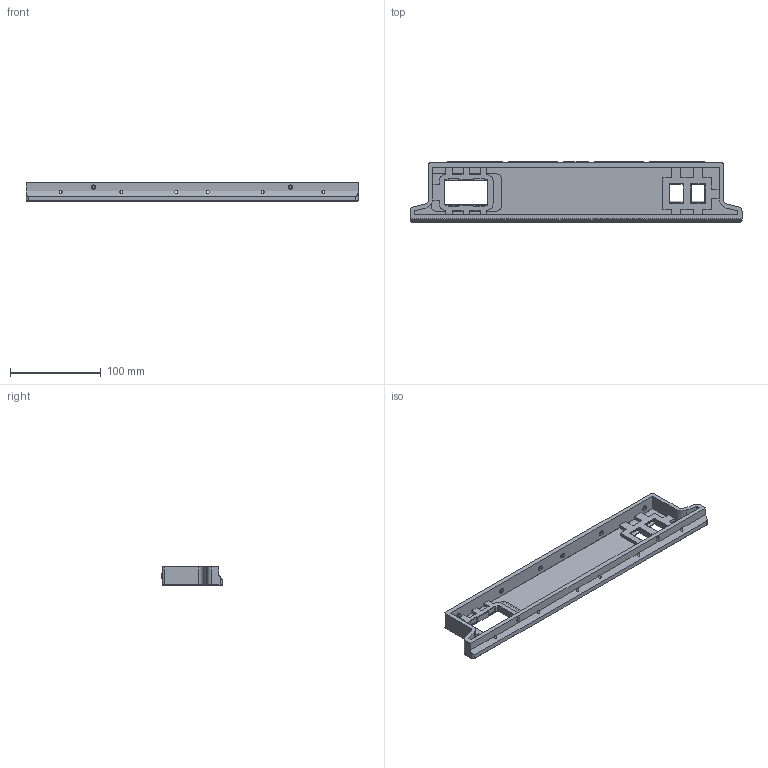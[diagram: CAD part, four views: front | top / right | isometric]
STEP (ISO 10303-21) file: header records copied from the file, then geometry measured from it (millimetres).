
FILE_DESCRIPTION(/* description */ (''),/* implementation_level */ '2;1');
FILE_NAME(/* name */ '300_Rearskirt.step',/* time_stamp */ '2024-07-13T14:30:33+02:00',/* author */ (''),/* organization */ (''),/* preprocessor_version */ 'ST-DEVELOPER v20',/* originating_system */ 'Autodesk Translation Framework v13.14.0.145',/* authorisation */ '');
FILE_SCHEMA (('AUTOMOTIVE_DESIGN { 1 0 10303 214 3 1 1 }'));
Length unit declared in the file: millimetre
Products named in the file (1): (Nicht gespeichert)
Bounding box: 366.2 x 67 x 20 mm (x, y, z)
Volume: 192252.7 mm3; surface area: 111911.6 mm2
Topology: 2 solids, 4 shells, 394 faces, 1086 edges, 707 vertices
Faces by surface type: plane 288, cylinder 94, cone 12
Full cylindrical faces by diameter (mm): 3.3 x2, 3.4 x10, 3.403 x2, 4.7 x2, 6 x6
Entity records: 12599 total; most frequent: CARTESIAN_POINT 2194, ORIENTED_EDGE 2182, DIRECTION 2126, EDGE_CURVE 1091, LINE 846, VECTOR 846, VERTEX_POINT 708, AXIS2_PLACEMENT_3D 640
